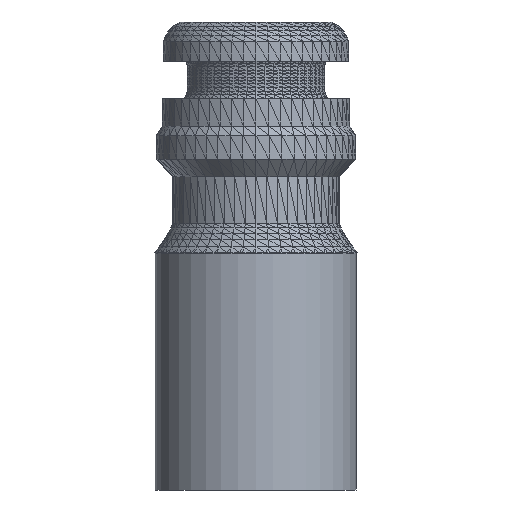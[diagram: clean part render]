
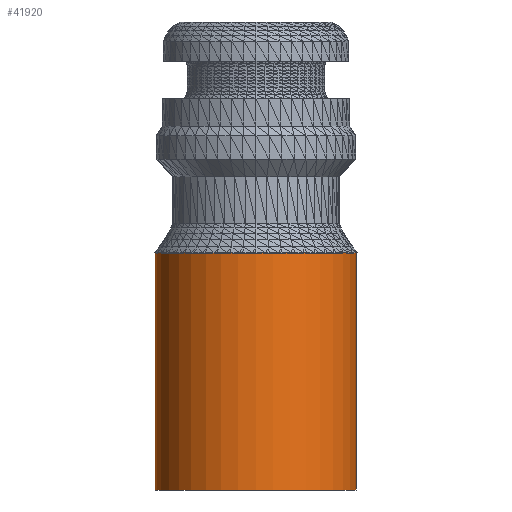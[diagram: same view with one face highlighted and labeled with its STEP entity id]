
A CAD part, front view. The second image highlights one B-rep face of the part: STEP entity #41920.
In plain terms, the highlighted cylindrical face has radius 8.5 mm (diameter 17 mm), a full revolution.
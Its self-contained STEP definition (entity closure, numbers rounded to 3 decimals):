
#22=CYLINDRICAL_SURFACE('',#45548,8.5);
#269=CIRCLE('',#45549,8.5);
#270=CIRCLE('',#45550,8.5);
#3636=FACE_OUTER_BOUND('',#7006,.T.);
#7006=EDGE_LOOP('',(#35183,#35184,#35185,#35186));
#12102=LINE('',#68560,#17194);
#17194=VECTOR('',#57872,8.5);
#19169=VERTEX_POINT('',#68557);
#19170=VERTEX_POINT('',#68559);
#24508=EDGE_CURVE('',#19169,#19169,#269,.T.);
#24509=EDGE_CURVE('',#19169,#19170,#12102,.T.);
#24510=EDGE_CURVE('',#19170,#19170,#270,.T.);
#35183=ORIENTED_EDGE('',*,*,#24508,.F.);
#35184=ORIENTED_EDGE('',*,*,#24509,.T.);
#35185=ORIENTED_EDGE('',*,*,#24510,.T.);
#35186=ORIENTED_EDGE('',*,*,#24509,.F.);
#41920=ADVANCED_FACE('',(#3636),#22,.T.);
#45548=AXIS2_PLACEMENT_3D('',#68556,#57868,#57869);
#45549=AXIS2_PLACEMENT_3D('',#68558,#57870,#57871);
#45550=AXIS2_PLACEMENT_3D('',#68561,#57873,#57874);
#57868=DIRECTION('center_axis',(0.,0.,1.));
#57869=DIRECTION('ref_axis',(1.,0.,0.));
#57870=DIRECTION('center_axis',(0.,0.,1.));
#57871=DIRECTION('ref_axis',(1.,0.,0.));
#57872=DIRECTION('',(0.,0.,-1.));
#57873=DIRECTION('center_axis',(0.,0.,1.));
#57874=DIRECTION('ref_axis',(1.,0.,0.));
#68556=CARTESIAN_POINT('Origin',(0.,0.,29.48));
#68557=CARTESIAN_POINT('',(-8.5,0.,53.48));
#68558=CARTESIAN_POINT('Origin',(0.,0.,53.48));
#68559=CARTESIAN_POINT('',(-8.5,0.,33.48));
#68560=CARTESIAN_POINT('',(-8.5,0.,29.48));
#68561=CARTESIAN_POINT('Origin',(0.,0.,33.48));
